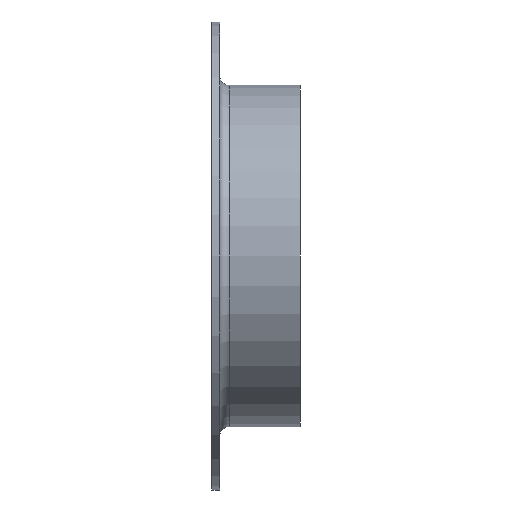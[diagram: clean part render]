
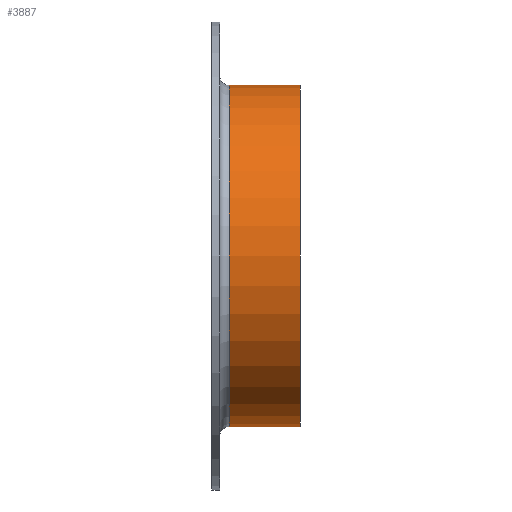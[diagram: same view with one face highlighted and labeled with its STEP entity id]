
A CAD part, front view. The second image highlights one B-rep face of the part: STEP entity #3887.
In plain terms, the highlighted cylindrical face has radius 54 mm (diameter 108 mm), a full revolution.
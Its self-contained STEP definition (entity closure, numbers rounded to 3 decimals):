
#900 = FACE_OUTER_BOUND ( 'NONE', #4687, .T. ) ;
#969 = CARTESIAN_POINT ( 'NONE',  ( 5.5, 0., 0. ) ) ;
#1716 = CARTESIAN_POINT ( 'NONE',  ( 5.5, 0., 54. ) ) ;
#1926 = CARTESIAN_POINT ( 'NONE',  ( 28., 0., 54. ) ) ;
#2625 = CIRCLE ( 'NONE', #11265, 54. ) ;
#3335 = DIRECTION ( 'NONE',  ( 0., 0., 1. ) ) ;
#3887 = ADVANCED_FACE ( 'NONE', ( #900, #11357 ), #13739, .T. ) ;
#4340 = DIRECTION ( 'NONE',  ( -1., 0., 0. ) ) ;
#4687 = EDGE_LOOP ( 'NONE', ( #8408 ) ) ;
#5442 = DIRECTION ( 'NONE',  ( 0., 0., 1. ) ) ;
#5659 = CARTESIAN_POINT ( 'NONE',  ( 28., 0., 0. ) ) ;
#5662 = DIRECTION ( 'NONE',  ( 1., 0., 0. ) ) ;
#6404 = VERTEX_POINT ( 'NONE', #1926 ) ;
#8408 = ORIENTED_EDGE ( 'NONE', *, *, #9357, .T. ) ;
#8836 = AXIS2_PLACEMENT_3D ( 'NONE', #13667, #4340, #5442 ) ;
#9357 = EDGE_CURVE ( 'NONE', #14644, #14644, #2625, .T. ) ;
#10164 = DIRECTION ( 'NONE',  ( -1., 0., 0. ) ) ;
#11265 = AXIS2_PLACEMENT_3D ( 'NONE', #969, #5662, #12725 ) ;
#11357 = FACE_OUTER_BOUND ( 'NONE', #14473, .T. ) ;
#12207 = ORIENTED_EDGE ( 'NONE', *, *, #13437, .T. ) ;
#12546 = CIRCLE ( 'NONE', #12823, 54. ) ;
#12725 = DIRECTION ( 'NONE',  ( 0., 0., 1. ) ) ;
#12823 = AXIS2_PLACEMENT_3D ( 'NONE', #5659, #10164, #3335 ) ;
#13437 = EDGE_CURVE ( 'NONE', #6404, #6404, #12546, .T. ) ;
#13667 = CARTESIAN_POINT ( 'NONE',  ( 0., 0., 0. ) ) ;
#13739 = CYLINDRICAL_SURFACE ( 'NONE', #8836, 54. ) ;
#14473 = EDGE_LOOP ( 'NONE', ( #12207 ) ) ;
#14644 = VERTEX_POINT ( 'NONE', #1716 ) ;
